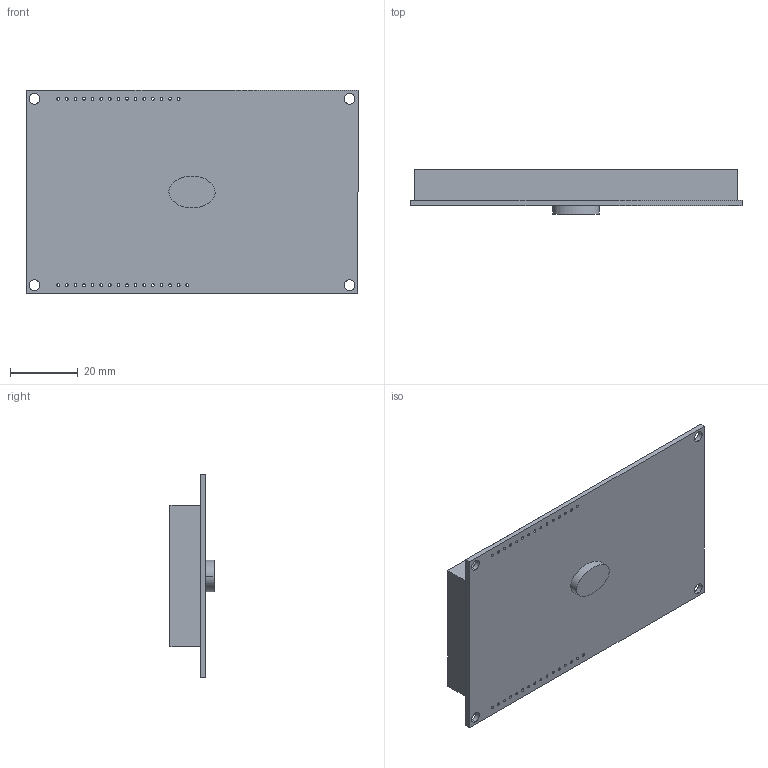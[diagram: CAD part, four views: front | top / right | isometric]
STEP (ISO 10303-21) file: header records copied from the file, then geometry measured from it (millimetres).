
FILE_DESCRIPTION (( 'STEP AP214' ), '1' );
FILE_NAME ('äèñïëåé MT–20S4A.STEP', '2023-05-22T14:49:51', ( '' ), ( '' ), 'SwSTEP 2.0', 'SolidWorks 2020', '' );
FILE_SCHEMA (( 'AUTOMOTIVE_DESIGN' ));
Length unit declared in the file: millimetre
Products named in the file (1): äèñïëåé  MT–20S4A
Bounding box: 98 x 13 x 60 mm (x, y, z)
Volume: 43813.5 mm3; surface area: 14975 mm2
Topology: 1 solids, 1 shells, 89 faces, 252 edges, 168 vertices
Faces by surface type: cylinder 70, plane 17, bspline 2
Entity records: 3311 total; most frequent: DIRECTION 564, CARTESIAN_POINT 536, ORIENTED_EDGE 504, EDGE_CURVE 252, AXIS2_PLACEMENT_3D 228, VERTEX_POINT 168, EDGE_LOOP 162, CIRCLE 140
